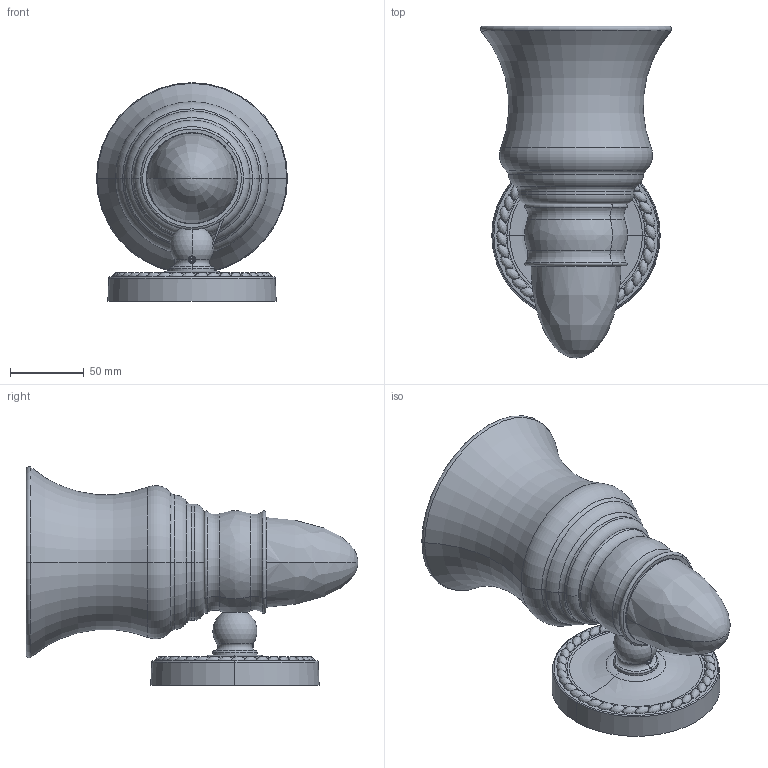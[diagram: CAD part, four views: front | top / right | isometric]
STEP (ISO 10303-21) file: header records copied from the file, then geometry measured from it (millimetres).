
FILE_DESCRIPTION((''),'2;1');
FILE_NAME('1581SO_WEB','2011-01-07T',('project'),(''),'PRO/ENGINEER BY PARAMETRIC TECHNOLOGY CORPORATION, 2009300','PRO/ENGINEER BY PARAMETRIC TECHNOLOGY CORPORATION, 2009300','');
FILE_SCHEMA(('CONFIG_CONTROL_DESIGN'));
Length unit declared in the file: inch
Products named in the file (1): 1581SO_WEB
Bounding box: 129.67 x 225.26 x 148.39 mm (x, y, z)
Surface area: 186187.2 mm2 (no closed solid volume)
Topology: 0 solids, 22 shells, 510 faces, 1648 edges, 1081 vertices
Faces by surface type: cylinder 125, plane 124, sphere 82, torus 81, bspline 75, cone 19, revolution 4
Entity records: 27975 total; most frequent: CARTESIAN_POINT 14295, DIRECTION 2876, ORIENTED_EDGE 2798, EDGE_CURVE 1565, AXIS2_PLACEMENT_3D 1232, VERTEX_POINT 1081, CIRCLE 801, EDGE_LOOP 561
